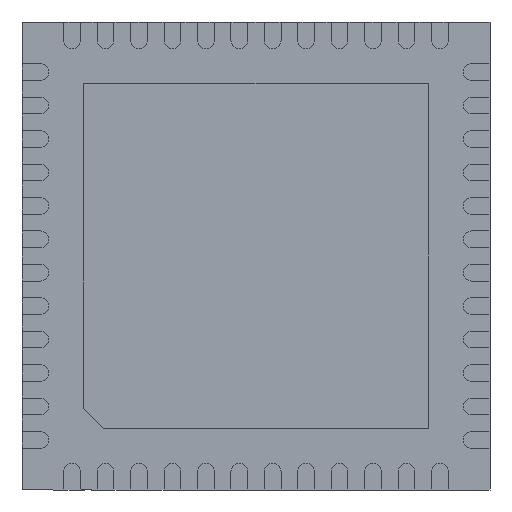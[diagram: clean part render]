
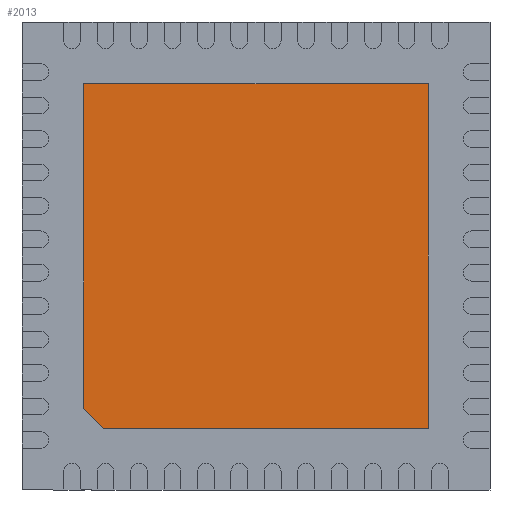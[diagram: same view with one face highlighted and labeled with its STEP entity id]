
A CAD part, front view. The second image highlights one B-rep face of the part: STEP entity #2013.
In plain terms, the highlighted planar face has unit normal (0, -1, 0).
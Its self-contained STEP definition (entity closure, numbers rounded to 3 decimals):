
#465 = CARTESIAN_POINT ( 'NONE',  ( 2.575, 0., 2.575 ) ) ;
#546 = LINE ( 'NONE', #6789, #7038 ) ;
#674 = VERTEX_POINT ( 'NONE', #15847 ) ;
#711 = DIRECTION ( 'NONE',  ( 0.707, 0., -0.707 ) ) ;
#1159 = DIRECTION ( 'NONE',  ( 0., 0., -1. ) ) ;
#1393 = VERTEX_POINT ( 'NONE', #10926 ) ;
#2013 = ADVANCED_FACE ( 'NONE', ( #7574 ), #6273, .T. ) ;
#2055 = CARTESIAN_POINT ( 'NONE',  ( -2.575, 0., -2.575 ) ) ;
#2511 = ORIENTED_EDGE ( 'NONE', *, *, #7608, .T. ) ;
#2678 = VERTEX_POINT ( 'NONE', #15720 ) ;
#3568 = ORIENTED_EDGE ( 'NONE', *, *, #10148, .T. ) ;
#4482 = DIRECTION ( 'NONE',  ( 0., 0., -1. ) ) ;
#4575 = LINE ( 'NONE', #8863, #15565 ) ;
#4737 = ORIENTED_EDGE ( 'NONE', *, *, #15944, .T. ) ;
#6273 = PLANE ( 'NONE',  #14499 ) ;
#6789 = CARTESIAN_POINT ( 'NONE',  ( -2.425, 0., -2.425 ) ) ;
#7038 = VECTOR ( 'NONE', #711, 1000. ) ;
#7355 = VECTOR ( 'NONE', #14035, 1000. ) ;
#7574 = FACE_OUTER_BOUND ( 'NONE', #11340, .T. ) ;
#7608 = EDGE_CURVE ( 'NONE', #2678, #1393, #10030, .T. ) ;
#8366 = VECTOR ( 'NONE', #4482, 1000. ) ;
#8785 = DIRECTION ( 'NONE',  ( 0., 0., 1. ) ) ;
#8863 = CARTESIAN_POINT ( 'NONE',  ( 2.575, 0., -2.575 ) ) ;
#10030 = LINE ( 'NONE', #15057, #13061 ) ;
#10148 = EDGE_CURVE ( 'NONE', #10610, #674, #10295, .T. ) ;
#10295 = LINE ( 'NONE', #15238, #7355 ) ;
#10610 = VERTEX_POINT ( 'NONE', #465 ) ;
#10926 = CARTESIAN_POINT ( 'NONE',  ( 2.575, 0., -2.575 ) ) ;
#10964 = VERTEX_POINT ( 'NONE', #12440 ) ;
#11086 = ORIENTED_EDGE ( 'NONE', *, *, #11835, .T. ) ;
#11263 = ORIENTED_EDGE ( 'NONE', *, *, #13095, .T. ) ;
#11340 = EDGE_LOOP ( 'NONE', ( #4737, #11086, #2511, #11263, #3568 ) ) ;
#11835 = EDGE_CURVE ( 'NONE', #10964, #2678, #546, .T. ) ;
#12440 = CARTESIAN_POINT ( 'NONE',  ( -2.575, 0., -2.275 ) ) ;
#12506 = CARTESIAN_POINT ( 'NONE',  ( 0., 0., 0. ) ) ;
#12622 = DIRECTION ( 'NONE',  ( 1., 0., 0. ) ) ;
#13061 = VECTOR ( 'NONE', #12622, 1000. ) ;
#13095 = EDGE_CURVE ( 'NONE', #1393, #10610, #4575, .T. ) ;
#14035 = DIRECTION ( 'NONE',  ( -1., 0., 0. ) ) ;
#14499 = AXIS2_PLACEMENT_3D ( 'NONE', #12506, #14867, #1159 ) ;
#14867 = DIRECTION ( 'NONE',  ( 0., -1., 0. ) ) ;
#15057 = CARTESIAN_POINT ( 'NONE',  ( 2.575, 0., -2.575 ) ) ;
#15238 = CARTESIAN_POINT ( 'NONE',  ( 2.575, 0., 2.575 ) ) ;
#15565 = VECTOR ( 'NONE', #8785, 1000. ) ;
#15673 = LINE ( 'NONE', #2055, #8366 ) ;
#15720 = CARTESIAN_POINT ( 'NONE',  ( -2.275, 0., -2.575 ) ) ;
#15847 = CARTESIAN_POINT ( 'NONE',  ( -2.575, 0., 2.575 ) ) ;
#15944 = EDGE_CURVE ( 'NONE', #674, #10964, #15673, .T. ) ;
